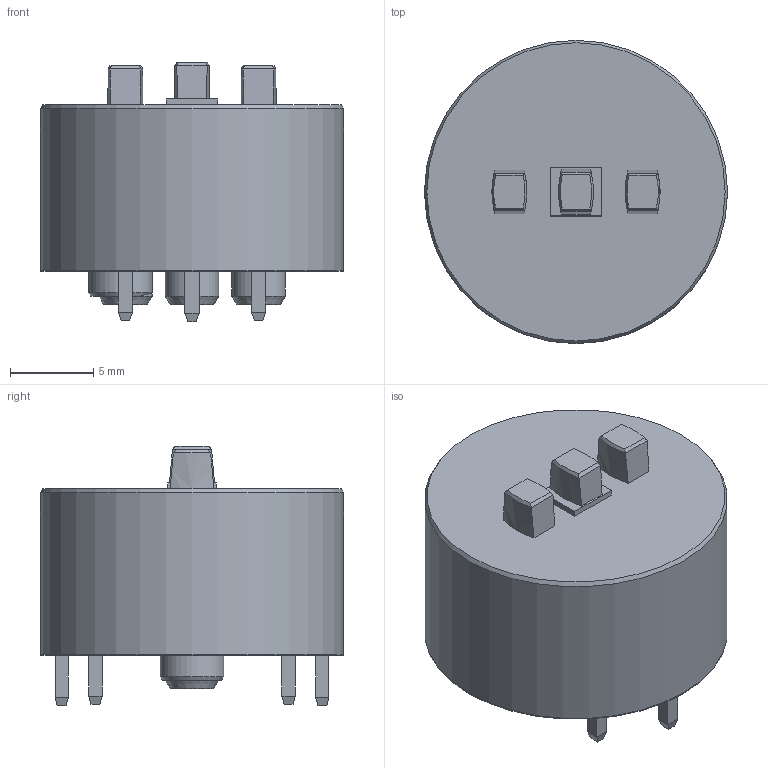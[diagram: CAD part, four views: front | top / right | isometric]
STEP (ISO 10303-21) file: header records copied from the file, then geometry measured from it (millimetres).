
FILE_DESCRIPTION(/* description */ (''),/* implementation_level */ '2;1');
FILE_NAME(/* name */ 'PTSOOI_representative contact_ipt.stp',/* time_stamp */ '2016-09-09T08:45:25+02:00',/* author */ ('mharscher'),/* organization */ (''),/* preprocessor_version */ 'ST-DEVELOPER v15.2',/* originating_system */ 'Autodesk Inventor 2014',/* authorisation */ '');
FILE_SCHEMA (('CONFIG_CONTROL_DESIGN'));
Length unit declared in the file: centimetre
Products named in the file (1): Schaltelement OOIZ vereinfacht
Bounding box: 18.2 x 18.2 x 15.57 mm (x, y, z)
Volume: 2698.3 mm3; surface area: 1261.7 mm2
Topology: 1 solids, 1 shells, 161 faces, 392 edges, 250 vertices
Faces by surface type: plane 138, cylinder 12, cone 11
Full cylindrical faces by diameter (mm): 3.2 x2, 3.8 x1, 18.2 x2
Entity records: 4667 total; most frequent: CARTESIAN_POINT 849, ORIENTED_EDGE 772, DIRECTION 760, EDGE_CURVE 386, LINE 308, VECTOR 308, VERTEX_POINT 259, AXIS2_PLACEMENT_3D 226
